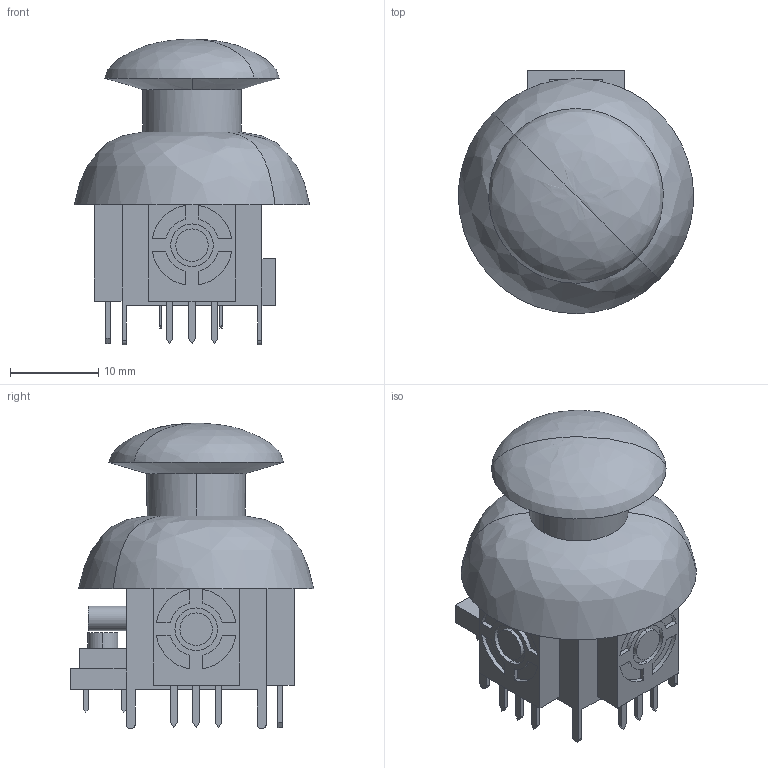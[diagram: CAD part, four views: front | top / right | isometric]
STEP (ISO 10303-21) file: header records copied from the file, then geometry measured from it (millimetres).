
FILE_DESCRIPTION (( 'STEP AP214' ), '1' );
FILE_NAME ('COM-09032.STEP', '2024-01-30T14:15:28', ( '' ), ( '' ), 'SwSTEP 2.0', 'SolidWorks 2016', '' );
FILE_SCHEMA (( 'AUTOMOTIVE_DESIGN' ));
Length unit declared in the file: millimetre
Products named in the file (1): COM-09032
Bounding box: 26.66 x 27.62 x 34.67 mm (x, y, z)
Volume: 6419.2 mm3; surface area: 4602.5 mm2
Topology: 1 solids, 1 shells, 173 faces, 436 edges, 289 vertices
Faces by surface type: plane 125, cylinder 38, bspline 6, cone 4
Entity records: 5828 total; most frequent: CARTESIAN_POINT 1107, ORIENTED_EDGE 868, DIRECTION 848, EDGE_CURVE 434, LINE 336, VECTOR 336, VERTEX_POINT 289, AXIS2_PLACEMENT_3D 256
